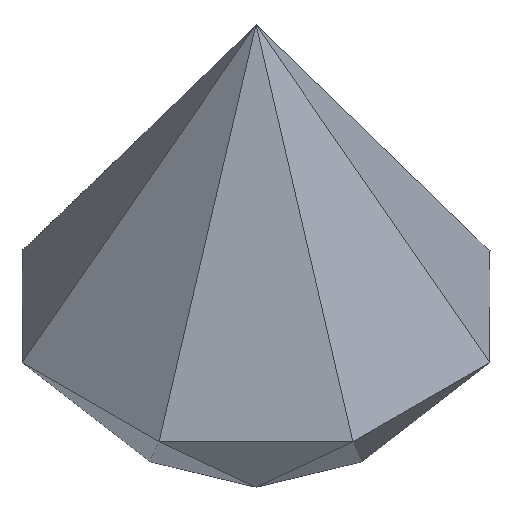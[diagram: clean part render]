
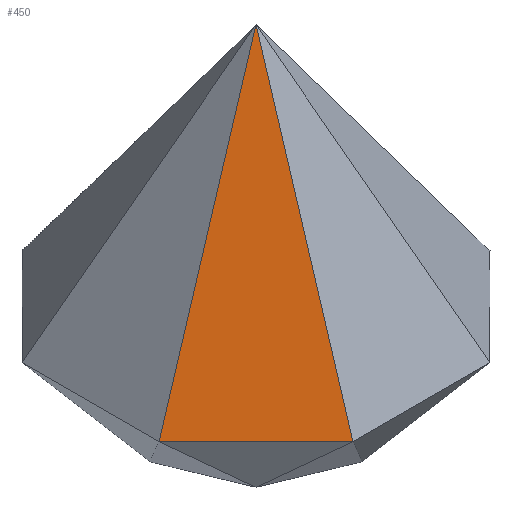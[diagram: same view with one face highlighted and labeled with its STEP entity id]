
A CAD part, isometric view. The second image highlights one B-rep face of the part: STEP entity #450.
In plain terms, the highlighted free-form (B-spline) face has degree [1, 1] with [2, 2] control points.
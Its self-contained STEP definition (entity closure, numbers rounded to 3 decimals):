
#73 = VERTEX_POINT('',#74);
#74 = CARTESIAN_POINT('',(0.,0.,
    21.289));
#252 = VERTEX_POINT('',#253);
#253 = CARTESIAN_POINT('',(-14.423,-5.974,
    0.));
#273 = VERTEX_POINT('',#274);
#274 = CARTESIAN_POINT('',(-5.974,-14.423,
    0.));
#354 = EDGE_CURVE('',#252,#73,#355,.T.);
#355 = B_SPLINE_CURVE_WITH_KNOTS('',1,(#356,#357),.UNSPECIFIED.,.F.,.F.,
  (2,2),(-9.301,9.301),.PIECEWISE_BEZIER_KNOTS.);
#356 = CARTESIAN_POINT('',(-14.423,-5.974,
    0.));
#357 = CARTESIAN_POINT('',(0.,0.,
    21.289));
#399 = EDGE_CURVE('',#252,#273,#400,.T.);
#400 = B_SPLINE_CURVE_WITH_KNOTS('',1,(#401,#402),.UNSPECIFIED.,.F.,.F.,
  (2,2),(-4.21,4.21),.PIECEWISE_BEZIER_KNOTS.);
#401 = CARTESIAN_POINT('',(-14.423,-5.974,
    0.));
#402 = CARTESIAN_POINT('',(-5.974,-14.423,
    0.));
#450 = ADVANCED_FACE('',(#451),#460,.T.);
#451 = FACE_BOUND('',#452,.T.);
#452 = EDGE_LOOP('',(#453,#454,#459));
#453 = ORIENTED_EDGE('',*,*,#399,.T.);
#454 = ORIENTED_EDGE('',*,*,#455,.T.);
#455 = EDGE_CURVE('',#273,#73,#456,.T.);
#456 = B_SPLINE_CURVE_WITH_KNOTS('',1,(#457,#458),.UNSPECIFIED.,.F.,.F.,
  (2,2),(-9.301,9.301),.PIECEWISE_BEZIER_KNOTS.);
#457 = CARTESIAN_POINT('',(-5.974,-14.423,
    0.));
#458 = CARTESIAN_POINT('',(0.,0.,
    21.289));
#459 = ORIENTED_EDGE('',*,*,#354,.F.);
#460 = B_SPLINE_SURFACE_WITH_KNOTS('',1,1,(
    (#461,#462)
    ,(#463,#464
    )),.UNSPECIFIED.,.F.,.F.,.F.,(2,2),(2,2),(-6.039,
    12.079),(-4.21,4.21),
  .PIECEWISE_BEZIER_KNOTS.);
#461 = CARTESIAN_POINT('',(-5.974,-14.423,
    0.));
#462 = CARTESIAN_POINT('',(-14.423,-5.974,
    0.));
#463 = CARTESIAN_POINT('',(4.225,-4.225,21.289
    ));
#464 = CARTESIAN_POINT('',(-4.225,4.225,21.289
    ));
